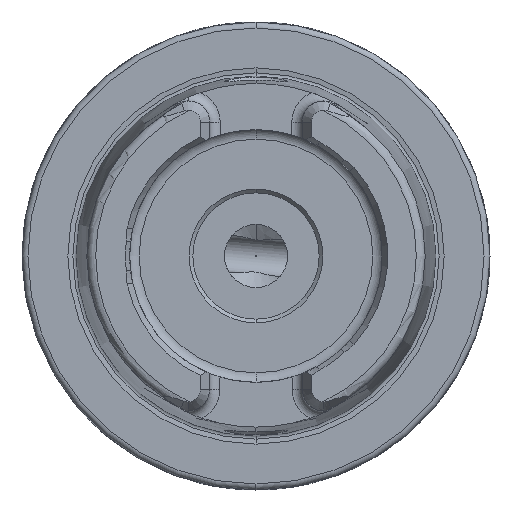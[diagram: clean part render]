
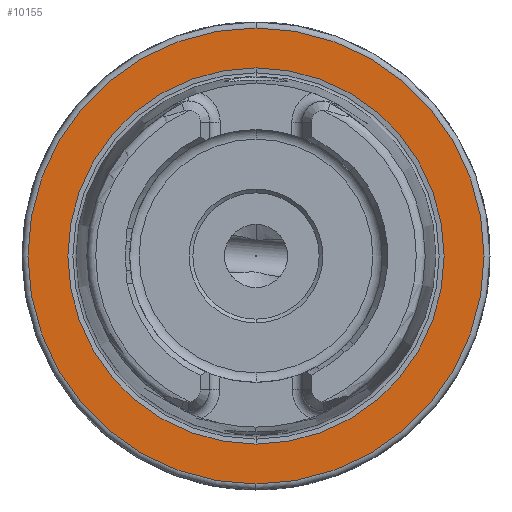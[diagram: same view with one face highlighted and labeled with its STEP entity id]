
A CAD part, left-side view. The second image highlights one B-rep face of the part: STEP entity #10155.
In plain terms, the highlighted planar face has unit normal (-1, 0, 0).
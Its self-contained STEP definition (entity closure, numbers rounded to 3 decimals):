
#194 = VERTEX_POINT ( 'NONE', #11737 ) ;
#315 = CARTESIAN_POINT ( 'NONE',  ( 0., 0., 25.324 ) ) ;
#686 = AXIS2_PLACEMENT_3D ( 'NONE', #19061, #8933, #20781 ) ;
#1184 = CARTESIAN_POINT ( 'NONE',  ( 0., 0., -25.324 ) ) ;
#1751 = DIRECTION ( 'NONE',  ( -1., 0., 0. ) ) ;
#2101 = DIRECTION ( 'NONE',  ( -1., 0., 0. ) ) ;
#3606 = DIRECTION ( 'NONE',  ( -1., 0., 0. ) ) ;
#3731 = AXIS2_PLACEMENT_3D ( 'NONE', #11895, #1751, #13610 ) ;
#3779 = VERTEX_POINT ( 'NONE', #1184 ) ;
#4467 = CIRCLE ( 'NONE', #19137, 25.324 ) ;
#5029 = EDGE_CURVE ( 'NONE', #3779, #12966, #4467, .T. ) ;
#5063 = AXIS2_PLACEMENT_3D ( 'NONE', #12253, #2101, #13947 ) ;
#7570 = ORIENTED_EDGE ( 'NONE', *, *, #10063, .T. ) ;
#7583 = DIRECTION ( 'NONE',  ( 0., 0., -1. ) ) ;
#7842 = EDGE_LOOP ( 'NONE', ( #8583, #10373 ) ) ;
#8061 = FACE_OUTER_BOUND ( 'NONE', #16291, .T. ) ;
#8583 = ORIENTED_EDGE ( 'NONE', *, *, #21440, .F. ) ;
#8933 = DIRECTION ( 'NONE',  ( -1., 0., 0. ) ) ;
#10063 = EDGE_CURVE ( 'NONE', #194, #16763, #21570, .T. ) ;
#10155 = ADVANCED_FACE ( 'NONE', ( #13110, #8061 ), #16043, .F. ) ;
#10373 = ORIENTED_EDGE ( 'NONE', *, *, #5029, .F. ) ;
#10616 = AXIS2_PLACEMENT_3D ( 'NONE', #15903, #17746, #7583 ) ;
#11737 = CARTESIAN_POINT ( 'NONE',  ( 0., 0., 30.7 ) ) ;
#11895 = CARTESIAN_POINT ( 'NONE',  ( 0., 0., 0. ) ) ;
#12253 = CARTESIAN_POINT ( 'NONE',  ( 0., 0., 0. ) ) ;
#12966 = VERTEX_POINT ( 'NONE', #315 ) ;
#13110 = FACE_BOUND ( 'NONE', #7842, .T. ) ;
#13610 = DIRECTION ( 'NONE',  ( 0., 0., 1. ) ) ;
#13760 = CARTESIAN_POINT ( 'NONE',  ( 0., 0., 0. ) ) ;
#13947 = DIRECTION ( 'NONE',  ( 0., 0., 1. ) ) ;
#15484 = DIRECTION ( 'NONE',  ( 0., 0., 1. ) ) ;
#15903 = CARTESIAN_POINT ( 'NONE',  ( 0., 30.7, 0. ) ) ;
#16043 = PLANE ( 'NONE',  #10616 ) ;
#16291 = EDGE_LOOP ( 'NONE', ( #7570, #21363 ) ) ;
#16763 = VERTEX_POINT ( 'NONE', #19269 ) ;
#16880 = CIRCLE ( 'NONE', #5063, 25.324 ) ;
#17356 = EDGE_CURVE ( 'NONE', #16763, #194, #18041, .T. ) ;
#17746 = DIRECTION ( 'NONE',  ( 1., 0., 0. ) ) ;
#18041 = CIRCLE ( 'NONE', #3731, 30.7 ) ;
#19061 = CARTESIAN_POINT ( 'NONE',  ( 0., 0., 0. ) ) ;
#19137 = AXIS2_PLACEMENT_3D ( 'NONE', #13760, #3606, #15484 ) ;
#19269 = CARTESIAN_POINT ( 'NONE',  ( 0., 0., -30.7 ) ) ;
#20781 = DIRECTION ( 'NONE',  ( 0., 0., 1. ) ) ;
#21363 = ORIENTED_EDGE ( 'NONE', *, *, #17356, .T. ) ;
#21440 = EDGE_CURVE ( 'NONE', #12966, #3779, #16880, .T. ) ;
#21570 = CIRCLE ( 'NONE', #686, 30.7 ) ;
